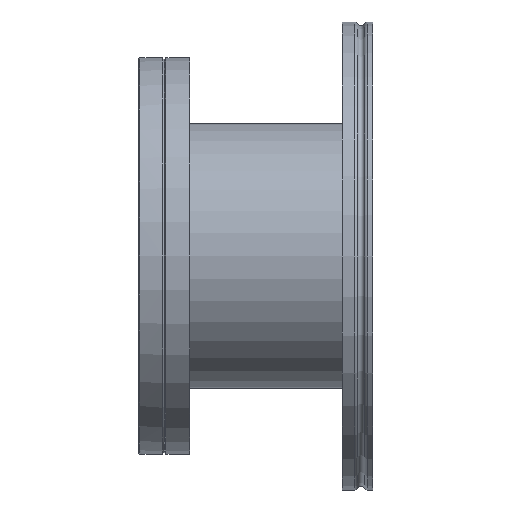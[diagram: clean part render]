
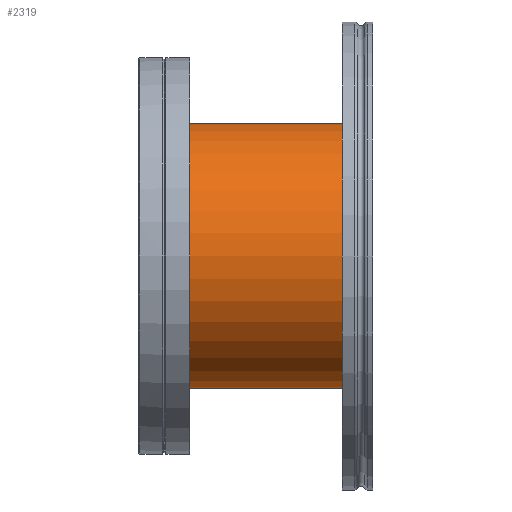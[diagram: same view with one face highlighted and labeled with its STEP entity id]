
A CAD part, front view. The second image highlights one B-rep face of the part: STEP entity #2319.
In plain terms, the highlighted cylindrical face has radius 51 mm (diameter 102 mm), a full revolution.
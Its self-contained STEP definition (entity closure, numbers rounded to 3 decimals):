
#87 = CIRCLE ( 'NONE', #1569, 51. ) ;
#135 = DIRECTION ( 'NONE',  ( 1., 0., 0. ) ) ;
#177 = DIRECTION ( 'NONE',  ( 1., 0., 0. ) ) ;
#335 = CARTESIAN_POINT ( 'NONE',  ( 0., 0., 0. ) ) ;
#557 = EDGE_LOOP ( 'NONE', ( #1184 ) ) ;
#692 = DIRECTION ( 'NONE',  ( 0., 1., 0. ) ) ;
#727 = ORIENTED_EDGE ( 'NONE', *, *, #827, .F. ) ;
#796 = CYLINDRICAL_SURFACE ( 'NONE', #1011, 51. ) ;
#827 = EDGE_CURVE ( 'NONE', #2291, #2291, #87, .T. ) ;
#949 = DIRECTION ( 'NONE',  ( 0., 1., 0. ) ) ;
#1011 = AXIS2_PLACEMENT_3D ( 'NONE', #2200, #2114, #692 ) ;
#1048 = EDGE_CURVE ( 'NONE', #1065, #1065, #2209, .T. ) ;
#1061 = CARTESIAN_POINT ( 'NONE',  ( 70.3, 51., 0. ) ) ;
#1065 = VERTEX_POINT ( 'NONE', #2260 ) ;
#1184 = ORIENTED_EDGE ( 'NONE', *, *, #1048, .T. ) ;
#1273 = FACE_OUTER_BOUND ( 'NONE', #1874, .T. ) ;
#1569 = AXIS2_PLACEMENT_3D ( 'NONE', #1756, #135, #2252 ) ;
#1678 = AXIS2_PLACEMENT_3D ( 'NONE', #335, #177, #949 ) ;
#1756 = CARTESIAN_POINT ( 'NONE',  ( 70.3, 0., 0. ) ) ;
#1811 = FACE_OUTER_BOUND ( 'NONE', #557, .T. ) ;
#1874 = EDGE_LOOP ( 'NONE', ( #727 ) ) ;
#2114 = DIRECTION ( 'NONE',  ( 1., 0., 0. ) ) ;
#2200 = CARTESIAN_POINT ( 'NONE',  ( 0., 0., 0. ) ) ;
#2209 = CIRCLE ( 'NONE', #1678, 51. ) ;
#2252 = DIRECTION ( 'NONE',  ( 0., 1., 0. ) ) ;
#2260 = CARTESIAN_POINT ( 'NONE',  ( 0., 51., 0. ) ) ;
#2291 = VERTEX_POINT ( 'NONE', #1061 ) ;
#2319 = ADVANCED_FACE ( 'NONE', ( #1811, #1273 ), #796, .T. ) ;
